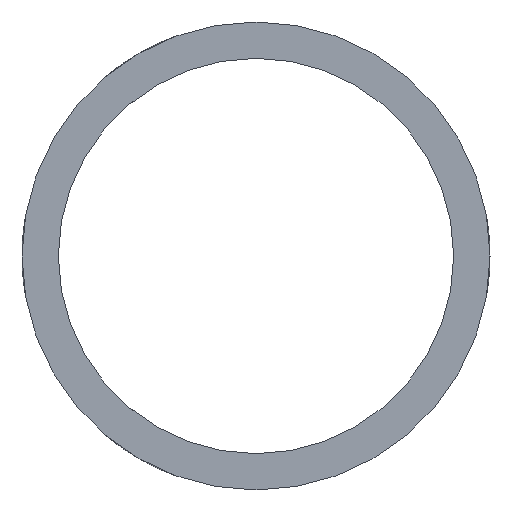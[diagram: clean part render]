
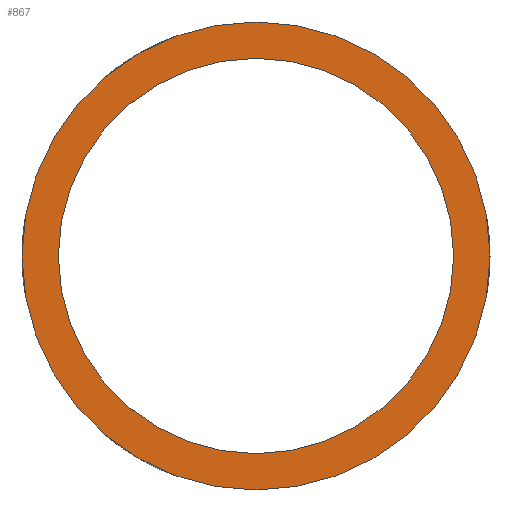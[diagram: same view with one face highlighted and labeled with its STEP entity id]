
A CAD part, left-side view. The second image highlights one B-rep face of the part: STEP entity #867.
In plain terms, the highlighted planar face has unit normal (-1, 0, 0).
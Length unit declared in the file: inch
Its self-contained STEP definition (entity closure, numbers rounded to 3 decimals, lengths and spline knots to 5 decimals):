
#2 = EDGE_CURVE ( 'NONE', #68, #1537, #1275, .T. ) ;
#15 = DIRECTION ( 'NONE',  ( 0., 0., 1. ) ) ;
#68 = VERTEX_POINT ( 'NONE', #1468 ) ;
#79 = AXIS2_PLACEMENT_3D ( 'NONE', #245, #1003, #759 ) ;
#87 = CARTESIAN_POINT ( 'NONE',  ( -3.52303, 0.6305, 0. ) ) ;
#105 = DIRECTION ( 'NONE',  ( 0., 0., 1. ) ) ;
#134 = VERTEX_POINT ( 'NONE', #147 ) ;
#136 = EDGE_LOOP ( 'NONE', ( #1019, #352 ) ) ;
#147 = CARTESIAN_POINT ( 'NONE',  ( -3.52303, 0., -0.6305 ) ) ;
#245 = CARTESIAN_POINT ( 'NONE',  ( -3.52303, 0., 0. ) ) ;
#313 = DIRECTION ( 'NONE',  ( 0., 0., -1. ) ) ;
#322 = CIRCLE ( 'NONE', #79, 0.6305 ) ;
#332 = DIRECTION ( 'NONE',  ( 0., 0., 1. ) ) ;
#352 = ORIENTED_EDGE ( 'NONE', *, *, #956, .F. ) ;
#355 = CIRCLE ( 'NONE', #551, 0.5325 ) ;
#481 = CARTESIAN_POINT ( 'NONE',  ( -3.52303, 0., 0. ) ) ;
#527 = CIRCLE ( 'NONE', #804, 0.6305 ) ;
#551 = AXIS2_PLACEMENT_3D ( 'NONE', #1025, #1498, #105 ) ;
#575 = DIRECTION ( 'NONE',  ( -1., 0., 0. ) ) ;
#594 = ORIENTED_EDGE ( 'NONE', *, *, #887, .T. ) ;
#707 = DIRECTION ( 'NONE',  ( 1., 0., 0. ) ) ;
#744 = EDGE_LOOP ( 'NONE', ( #594, #1413 ) ) ;
#759 = DIRECTION ( 'NONE',  ( 0., 0., 1. ) ) ;
#804 = AXIS2_PLACEMENT_3D ( 'NONE', #1401, #575, #332 ) ;
#867 = ADVANCED_FACE ( 'NONE', ( #1039, #1267 ), #912, .F. ) ;
#887 = EDGE_CURVE ( 'NONE', #1420, #134, #527, .T. ) ;
#912 = PLANE ( 'NONE',  #1049 ) ;
#956 = EDGE_CURVE ( 'NONE', #1537, #68, #355, .T. ) ;
#959 = DIRECTION ( 'NONE',  ( -1., 0., 0. ) ) ;
#1003 = DIRECTION ( 'NONE',  ( -1., 0., 0. ) ) ;
#1019 = ORIENTED_EDGE ( 'NONE', *, *, #2, .F. ) ;
#1025 = CARTESIAN_POINT ( 'NONE',  ( -3.52303, 0., 0. ) ) ;
#1039 = FACE_BOUND ( 'NONE', #136, .T. ) ;
#1049 = AXIS2_PLACEMENT_3D ( 'NONE', #87, #707, #313 ) ;
#1267 = FACE_OUTER_BOUND ( 'NONE', #744, .T. ) ;
#1275 = CIRCLE ( 'NONE', #1495, 0.5325 ) ;
#1334 = CARTESIAN_POINT ( 'NONE',  ( -3.52303, 0., 0.6305 ) ) ;
#1401 = CARTESIAN_POINT ( 'NONE',  ( -3.52303, 0., 0. ) ) ;
#1413 = ORIENTED_EDGE ( 'NONE', *, *, #1512, .T. ) ;
#1420 = VERTEX_POINT ( 'NONE', #1334 ) ;
#1468 = CARTESIAN_POINT ( 'NONE',  ( -3.52303, 0., 0.5325 ) ) ;
#1474 = CARTESIAN_POINT ( 'NONE',  ( -3.52303, 0., -0.5325 ) ) ;
#1495 = AXIS2_PLACEMENT_3D ( 'NONE', #481, #959, #15 ) ;
#1498 = DIRECTION ( 'NONE',  ( -1., 0., 0. ) ) ;
#1512 = EDGE_CURVE ( 'NONE', #134, #1420, #322, .T. ) ;
#1537 = VERTEX_POINT ( 'NONE', #1474 ) ;
